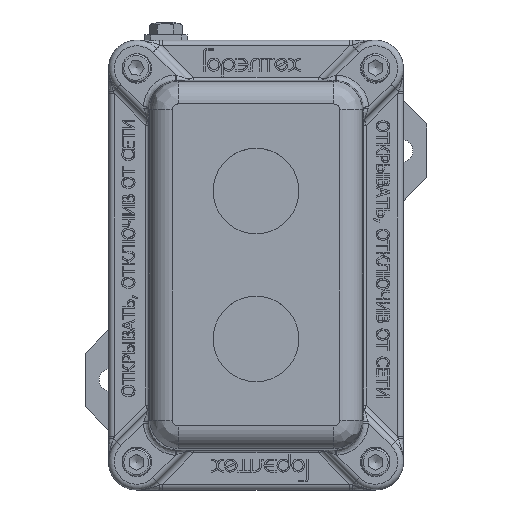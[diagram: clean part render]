
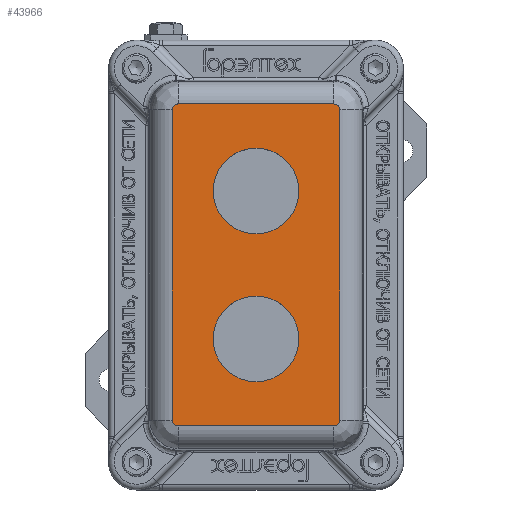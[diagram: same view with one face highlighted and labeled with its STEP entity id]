
A CAD part, top view. The second image highlights one B-rep face of the part: STEP entity #43966.
In plain terms, the highlighted planar face has unit normal (0, 0, 1).
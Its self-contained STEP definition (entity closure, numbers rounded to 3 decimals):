
#11958=CARTESIAN_POINT('',(15.188,26.25,43.));
#11959=VERTEX_POINT('',#11958);
#11960=CARTESIAN_POINT('',(0.,26.25,43.));
#11961=DIRECTION('',(0.0,0.0,-1.0));
#11962=DIRECTION('',(1.0,0.0,0.0));
#11963=AXIS2_PLACEMENT_3D('',#11960,#11961,#11962);
#11964=CIRCLE('',#11963,15.188);
#11965=EDGE_CURVE('',#11959,#11959,#11964,.T.);
#11978=CARTESIAN_POINT('',(15.188,-26.25,43.));
#11979=VERTEX_POINT('',#11978);
#11980=CARTESIAN_POINT('',(0.,-26.25,43.));
#11981=DIRECTION('',(0.0,0.0,-1.0));
#11982=DIRECTION('',(1.0,0.0,0.0));
#11983=AXIS2_PLACEMENT_3D('',#11980,#11981,#11982);
#11984=CIRCLE('',#11983,15.188);
#11985=EDGE_CURVE('',#11979,#11979,#11984,.T.);
#43632=CARTESIAN_POINT('',(-29.652,55.153,43.));
#43633=VERTEX_POINT('',#43632);
#43641=CARTESIAN_POINT('',(-27.653,57.152,43.));
#43642=VERTEX_POINT('',#43641);
#43643=CARTESIAN_POINT('',(-27.652,55.152,43.));
#43644=DIRECTION('',(0.,0.,-1.0));
#43645=DIRECTION('',(-0.707,0.707,0.));
#43646=AXIS2_PLACEMENT_3D('',#43643,#43644,#43645);
#43647=ELLIPSE('',#43646,2.001,2.0);
#43648=EDGE_CURVE('',#43633,#43642,#43647,.T.);
#43666=CARTESIAN_POINT('',(27.653,57.152,43.));
#43667=VERTEX_POINT('',#43666);
#43677=CARTESIAN_POINT('',(-27.653,57.152,43.));
#43678=DIRECTION('',(1.0,0.0,0.0));
#43679=VECTOR('',#43678,55.305);
#43680=LINE('',#43677,#43679);
#43681=EDGE_CURVE('',#43642,#43667,#43680,.T.);
#43729=CARTESIAN_POINT('',(29.652,55.153,43.));
#43730=VERTEX_POINT('',#43729);
#43740=CARTESIAN_POINT('',(27.652,55.152,43.));
#43741=DIRECTION('',(0.,0.,-1.0));
#43742=DIRECTION('',(0.707,0.707,0.));
#43743=AXIS2_PLACEMENT_3D('',#43740,#43741,#43742);
#43744=ELLIPSE('',#43743,2.001,2.0);
#43745=EDGE_CURVE('',#43667,#43730,#43744,.T.);
#43755=CARTESIAN_POINT('',(29.652,-55.153,43.));
#43756=VERTEX_POINT('',#43755);
#43766=CARTESIAN_POINT('',(29.652,55.153,43.));
#43767=DIRECTION('',(0.0,-1.0,0.0));
#43768=VECTOR('',#43767,110.305);
#43769=LINE('',#43766,#43768);
#43770=EDGE_CURVE('',#43730,#43756,#43769,.T.);
#43818=CARTESIAN_POINT('',(27.653,-57.152,43.));
#43819=VERTEX_POINT('',#43818);
#43829=CARTESIAN_POINT('',(27.652,-55.152,43.));
#43830=DIRECTION('',(0.,0.,-1.0));
#43831=DIRECTION('',(0.707,-0.707,0.));
#43832=AXIS2_PLACEMENT_3D('',#43829,#43830,#43831);
#43833=ELLIPSE('',#43832,2.001,2.0);
#43834=EDGE_CURVE('',#43756,#43819,#43833,.T.);
#43844=CARTESIAN_POINT('',(-27.653,-57.152,43.));
#43845=VERTEX_POINT('',#43844);
#43855=CARTESIAN_POINT('',(27.653,-57.152,43.));
#43856=DIRECTION('',(-1.0,0.0,0.0));
#43857=VECTOR('',#43856,55.305);
#43858=LINE('',#43855,#43857);
#43859=EDGE_CURVE('',#43819,#43845,#43858,.T.);
#43907=CARTESIAN_POINT('',(-29.652,-55.153,43.));
#43908=VERTEX_POINT('',#43907);
#43918=CARTESIAN_POINT('',(-27.652,-55.152,43.));
#43919=DIRECTION('',(0.,0.,-1.0));
#43920=DIRECTION('',(-0.707,-0.707,0.));
#43921=AXIS2_PLACEMENT_3D('',#43918,#43919,#43920);
#43922=ELLIPSE('',#43921,2.001,2.0);
#43923=EDGE_CURVE('',#43845,#43908,#43922,.T.);
#43934=CARTESIAN_POINT('',(-29.652,-55.153,43.));
#43935=DIRECTION('',(0.0,1.0,0.0));
#43936=VECTOR('',#43935,110.305);
#43937=LINE('',#43934,#43936);
#43938=EDGE_CURVE('',#43908,#43633,#43937,.T.);
#43945=CARTESIAN_POINT('',(0.,0.,43.));
#43946=DIRECTION('',(0.0,0.0,-1.0));
#43947=DIRECTION('',(-1.0,0.0,0.0));
#43948=AXIS2_PLACEMENT_3D('',#43945,#43946,#43947);
#43949=PLANE('',#43948);
#43950=ORIENTED_EDGE('',*,*,#43648,.F.);
#43951=ORIENTED_EDGE('',*,*,#43938,.F.);
#43952=ORIENTED_EDGE('',*,*,#43923,.F.);
#43953=ORIENTED_EDGE('',*,*,#43859,.F.);
#43954=ORIENTED_EDGE('',*,*,#43834,.F.);
#43955=ORIENTED_EDGE('',*,*,#43770,.F.);
#43956=ORIENTED_EDGE('',*,*,#43745,.F.);
#43957=ORIENTED_EDGE('',*,*,#43681,.F.);
#43958=EDGE_LOOP('',(#43950,#43951,#43952,#43953,#43954,#43955,#43956,#43957));
#43959=FACE_OUTER_BOUND('',#43958,.T.);
#43960=ORIENTED_EDGE('',*,*,#11965,.T.);
#43961=EDGE_LOOP('',(#43960));
#43962=FACE_BOUND('',#43961,.T.);
#43963=ORIENTED_EDGE('',*,*,#11985,.T.);
#43964=EDGE_LOOP('',(#43963));
#43965=FACE_BOUND('',#43964,.T.);
#43966=ADVANCED_FACE('',(#43959,#43962,#43965),#43949,.F.);
